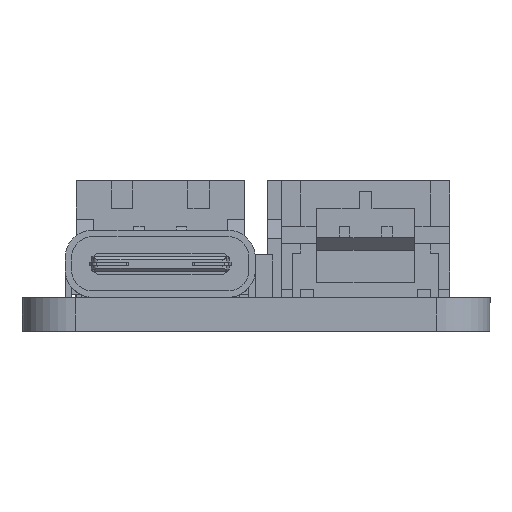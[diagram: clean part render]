
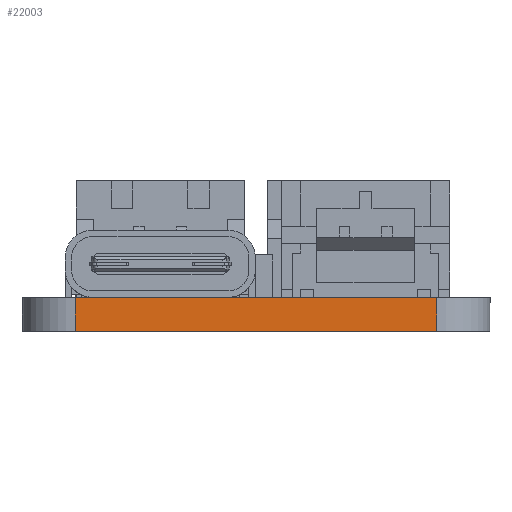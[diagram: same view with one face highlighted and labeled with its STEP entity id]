
A CAD part, left-side view. The second image highlights one B-rep face of the part: STEP entity #22003.
In plain terms, the highlighted planar face has unit normal (-1, 0, 0).
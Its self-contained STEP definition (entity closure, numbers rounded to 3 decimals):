
#964=PLANE('',#23543);
#1873=FACE_OUTER_BOUND('',#3071,.T.);
#3071=EDGE_LOOP('',(#16357,#16358,#16359,#16360));
#4926=LINE('',#33106,#7556);
#4948=LINE('',#33163,#7578);
#4949=LINE('',#33165,#7579);
#4950=LINE('',#33166,#7580);
#7556=VECTOR('',#26594,10.);
#7578=VECTOR('',#26648,10.);
#7579=VECTOR('',#26651,10.);
#7580=VECTOR('',#26652,10.);
#10445=VERTEX_POINT('',#33103);
#10446=VERTEX_POINT('',#33105);
#10464=VERTEX_POINT('',#33159);
#10465=VERTEX_POINT('',#33161);
#12822=EDGE_CURVE('',#10445,#10446,#4926,.T.);
#12851=EDGE_CURVE('',#10464,#10465,#4948,.T.);
#12852=EDGE_CURVE('',#10445,#10464,#4949,.T.);
#12853=EDGE_CURVE('',#10446,#10465,#4950,.T.);
#16357=ORIENTED_EDGE('',*,*,#12852,.T.);
#16358=ORIENTED_EDGE('',*,*,#12851,.T.);
#16359=ORIENTED_EDGE('',*,*,#12853,.F.);
#16360=ORIENTED_EDGE('',*,*,#12822,.F.);
#22003=ADVANCED_FACE('',(#1873),#964,.T.);
#23543=AXIS2_PLACEMENT_3D('',#33164,#26649,#26650);
#26594=DIRECTION('',(0.,0.,1.));
#26648=DIRECTION('',(0.,0.,1.));
#26649=DIRECTION('center_axis',(-1.,0.,0.));
#26650=DIRECTION('ref_axis',(0.,-1.,0.));
#26651=DIRECTION('',(0.,-1.,0.));
#26652=DIRECTION('',(0.,-1.,0.));
#33103=CARTESIAN_POINT('',(-2.5,18.5,0.));
#33105=CARTESIAN_POINT('',(-2.5,18.5,1.57));
#33106=CARTESIAN_POINT('',(-2.5,18.5,0.));
#33159=CARTESIAN_POINT('',(-2.5,1.5,0.));
#33161=CARTESIAN_POINT('',(-2.5,1.5,1.57));
#33163=CARTESIAN_POINT('',(-2.5,1.5,0.));
#33164=CARTESIAN_POINT('Origin',(-2.5,18.5,0.));
#33165=CARTESIAN_POINT('',(-2.5,18.5,0.));
#33166=CARTESIAN_POINT('',(-2.5,18.5,1.57));
